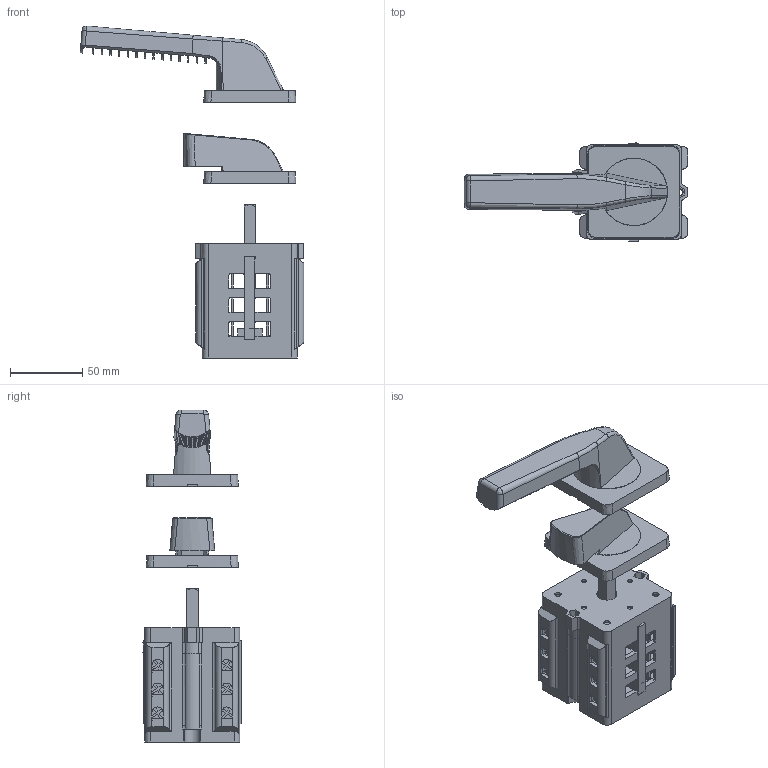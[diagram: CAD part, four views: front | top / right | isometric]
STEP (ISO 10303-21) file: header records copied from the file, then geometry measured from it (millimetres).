
FILE_DESCRIPTION(/* description */ ('Unknown'),/* implementation_level */ '2;1');
FILE_NAME(/* name */ '315.033',/* time_stamp */ '2025-11-20T11:56:36-03:00',/* author */ ('Unknown'),/* organization */ ('Unknown'),/* preprocessor_version */ 'ST-DEVELOPER v16.7',/* originating_system */ 'Solid Edge',/* authorisation */ 'Unknown');
FILE_SCHEMA (('AUTOMOTIVE_DESIGN {1 0 10303 214 3 1 1}'));
Products named in the file (1): 315.033
Bounding box: 155.23 x 68.37 x 230.39 mm (x, y, z)
Volume: 210543.4 mm3; surface area: 199402.6 mm2
Topology: 12 solids, 12 shells, 3935 faces, 10903 edges, 7108 vertices
Faces by surface type: plane 2744, cylinder 1012, bspline 102, cone 48, torus 29
Full cylindrical faces by diameter (mm): 3 x4, 3.5 x8, 3.7 x8, 4.2 x6, 4.5 x21, 5 x1, 6.75 x12, 8 x24, 8.1 x8, 10 x1, 11 x12, 14 x6, 18 x1, 22.5 x2, 26.2 x2, 44.2 x1, 46.6 x1, 47 x2
Entity records: 140619 total; most frequent: CARTESIAN_POINT 28051, ORIENTED_EDGE 21306, DIRECTION 20394, EDGE_CURVE 10653, LINE 7800, VECTOR 7800, VERTEX_POINT 7013, AXIS2_PLACEMENT_3D 6297
